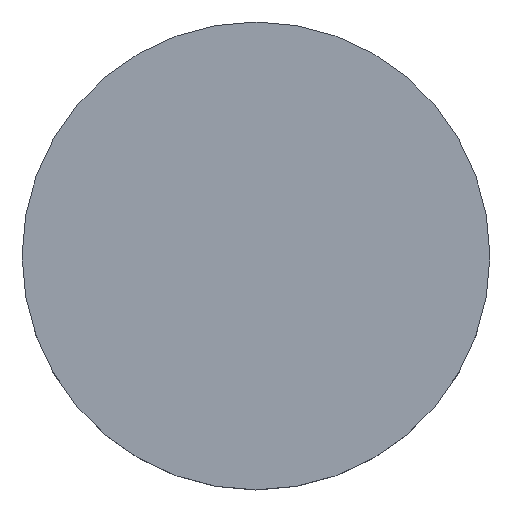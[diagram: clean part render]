
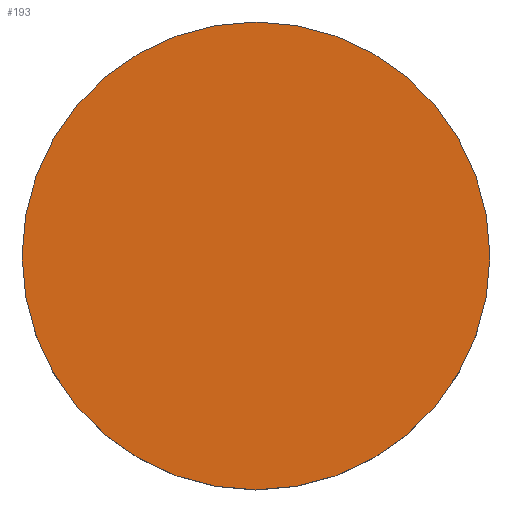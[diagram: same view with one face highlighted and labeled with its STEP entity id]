
A CAD part, top view. The second image highlights one B-rep face of the part: STEP entity #193.
In plain terms, the highlighted planar face has unit normal (0, 0, 1).
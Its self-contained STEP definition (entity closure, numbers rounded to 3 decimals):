
#4 = CARTESIAN_POINT ( 'NONE',  ( 0., 0., 4.5 ) ) ;
#15 = CIRCLE ( 'NONE', #192, 6.35 ) ;
#18 = DIRECTION ( 'NONE',  ( 1., 0., 0. ) ) ;
#23 = AXIS2_PLACEMENT_3D ( 'NONE', #4, #102, #18 ) ;
#28 = PLANE ( 'NONE',  #155 ) ;
#32 = ORIENTED_EDGE ( 'NONE', *, *, #56, .F. ) ;
#34 = VERTEX_POINT ( 'NONE', #220 ) ;
#46 = DIRECTION ( 'NONE',  ( 1., 0., 0. ) ) ;
#55 = VERTEX_POINT ( 'NONE', #122 ) ;
#56 = EDGE_CURVE ( 'NONE', #34, #55, #138, .T. ) ;
#74 = ORIENTED_EDGE ( 'NONE', *, *, #195, .F. ) ;
#79 = CARTESIAN_POINT ( 'NONE',  ( 0., 0., 4.5 ) ) ;
#93 = DIRECTION ( 'NONE',  ( 0., 0., -1. ) ) ;
#95 = FACE_OUTER_BOUND ( 'NONE', #119, .T. ) ;
#102 = DIRECTION ( 'NONE',  ( 0., 0., -1. ) ) ;
#119 = EDGE_LOOP ( 'NONE', ( #32, #74 ) ) ;
#122 = CARTESIAN_POINT ( 'NONE',  ( -6.35, 0., 4.5 ) ) ;
#130 = CARTESIAN_POINT ( 'NONE',  ( 0., 13.158, 4.5 ) ) ;
#131 = DIRECTION ( 'NONE',  ( 1., 0., 0. ) ) ;
#138 = CIRCLE ( 'NONE', #23, 6.35 ) ;
#143 = DIRECTION ( 'NONE',  ( 0., 0., 1. ) ) ;
#155 = AXIS2_PLACEMENT_3D ( 'NONE', #130, #143, #46 ) ;
#192 = AXIS2_PLACEMENT_3D ( 'NONE', #79, #93, #131 ) ;
#193 = ADVANCED_FACE ( 'NONE', ( #95 ), #28, .T. ) ;
#195 = EDGE_CURVE ( 'NONE', #55, #34, #15, .T. ) ;
#220 = CARTESIAN_POINT ( 'NONE',  ( 6.35, 0., 4.5 ) ) ;
